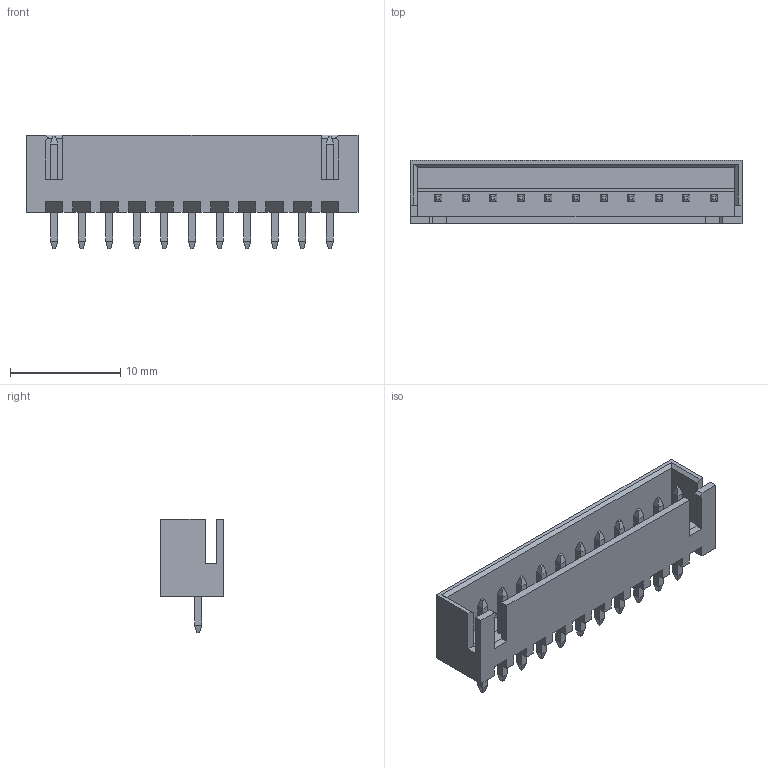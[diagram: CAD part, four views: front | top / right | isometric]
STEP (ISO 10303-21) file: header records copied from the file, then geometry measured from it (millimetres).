
FILE_DESCRIPTION (( 'STEP AP214' ), '1' );
FILE_NAME ('User Library-PW10_XX_M.STEP', '2019-08-06T06:17:42', ( '' ), ( '' ), 'SwSTEP 2.0', 'SolidWorks 2019', '' );
FILE_SCHEMA (( 'AUTOMOTIVE_DESIGN' ));
Length unit declared in the file: millimetre
Products named in the file (1): User Library-PW10_XX_M
Bounding box: 30.1 x 5.7 x 10.3 mm (x, y, z)
Volume: 503.7 mm3; surface area: 1423.9 mm2
Topology: 1 solids, 1 shells, 297 faces, 729 edges, 456 vertices
Faces by surface type: plane 297
Entity records: 11744 total; most frequent: CARTESIAN_POINT 1483, ORIENTED_EDGE 1458, DIRECTION 1325, VECTOR 729, EDGE_CURVE 729, LINE 729, VERTEX_POINT 456, EDGE_LOOP 319
